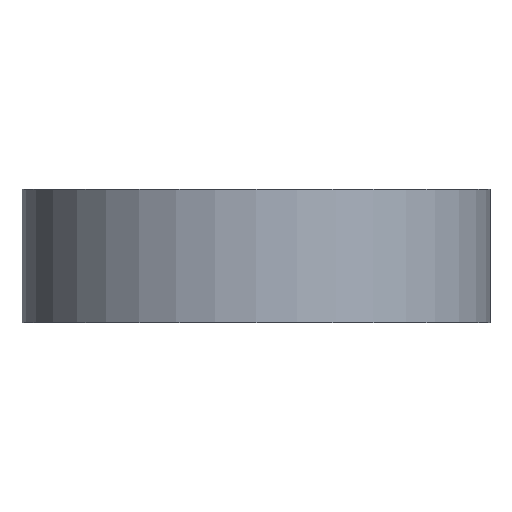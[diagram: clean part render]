
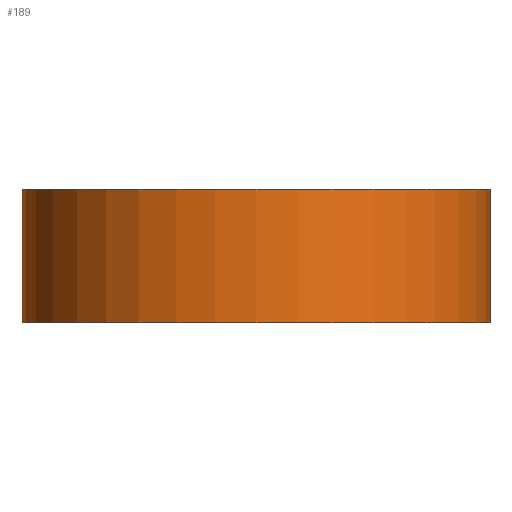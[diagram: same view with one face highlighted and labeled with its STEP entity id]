
A CAD part, front view. The second image highlights one B-rep face of the part: STEP entity #189.
In plain terms, the highlighted cylindrical face has radius 17.5 mm (diameter 35 mm), a partial arc.
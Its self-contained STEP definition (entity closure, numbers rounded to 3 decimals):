
#3 = DIRECTION ( 'NONE',  ( 0., 0., 1. ) ) ;
#4 = EDGE_CURVE ( 'NONE', #141, #158, #93, .T. ) ;
#9 = DIRECTION ( 'NONE',  ( 0., 0., -1. ) ) ;
#24 = DIRECTION ( 'NONE',  ( 0., 0., 1. ) ) ;
#28 = CARTESIAN_POINT ( 'NONE',  ( 3.934, -80.388, 10. ) ) ;
#30 = VERTEX_POINT ( 'NONE', #113 ) ;
#41 = EDGE_CURVE ( 'NONE', #30, #141, #64, .T. ) ;
#46 = CYLINDRICAL_SURFACE ( 'NONE', #70, 17.5 ) ;
#49 = ORIENTED_EDGE ( 'NONE', *, *, #41, .F. ) ;
#50 = DIRECTION ( 'NONE',  ( 0., 0., -1. ) ) ;
#59 = LINE ( 'NONE', #28, #197 ) ;
#64 = CIRCLE ( 'NONE', #196, 17.5 ) ;
#68 = CARTESIAN_POINT ( 'NONE',  ( 21.434, -80.388, 10. ) ) ;
#69 = DIRECTION ( 'NONE',  ( 1., 0., 0. ) ) ;
#70 = AXIS2_PLACEMENT_3D ( 'NONE', #174, #9, #112 ) ;
#76 = VECTOR ( 'NONE', #50, 1000. ) ;
#77 = CIRCLE ( 'NONE', #102, 17.5 ) ;
#78 = DIRECTION ( 'NONE',  ( 1., 0., 0. ) ) ;
#85 = CARTESIAN_POINT ( 'NONE',  ( 38.934, -80.388, 10. ) ) ;
#93 = LINE ( 'NONE', #125, #76 ) ;
#102 = AXIS2_PLACEMENT_3D ( 'NONE', #170, #3, #69 ) ;
#105 = DIRECTION ( 'NONE',  ( 0., 0., -1. ) ) ;
#110 = ORIENTED_EDGE ( 'NONE', *, *, #4, .F. ) ;
#112 = DIRECTION ( 'NONE',  ( -1., 0., 0. ) ) ;
#113 = CARTESIAN_POINT ( 'NONE',  ( 3.934, -80.388, 10. ) ) ;
#114 = EDGE_CURVE ( 'NONE', #211, #158, #77, .T. ) ;
#125 = CARTESIAN_POINT ( 'NONE',  ( 38.934, -80.388, 10. ) ) ;
#126 = CARTESIAN_POINT ( 'NONE',  ( 38.934, -80.388, 0. ) ) ;
#129 = EDGE_LOOP ( 'NONE', ( #110, #49, #142, #146 ) ) ;
#141 = VERTEX_POINT ( 'NONE', #85 ) ;
#142 = ORIENTED_EDGE ( 'NONE', *, *, #155, .T. ) ;
#146 = ORIENTED_EDGE ( 'NONE', *, *, #114, .T. ) ;
#148 = CARTESIAN_POINT ( 'NONE',  ( 3.934, -80.388, 0. ) ) ;
#155 = EDGE_CURVE ( 'NONE', #30, #211, #59, .T. ) ;
#158 = VERTEX_POINT ( 'NONE', #126 ) ;
#170 = CARTESIAN_POINT ( 'NONE',  ( 21.434, -80.388, 0. ) ) ;
#174 = CARTESIAN_POINT ( 'NONE',  ( 21.434, -80.388, 10. ) ) ;
#189 = ADVANCED_FACE ( 'NONE', ( #203 ), #46, .T. ) ;
#196 = AXIS2_PLACEMENT_3D ( 'NONE', #68, #24, #78 ) ;
#197 = VECTOR ( 'NONE', #105, 1000. ) ;
#203 = FACE_OUTER_BOUND ( 'NONE', #129, .T. ) ;
#211 = VERTEX_POINT ( 'NONE', #148 ) ;
